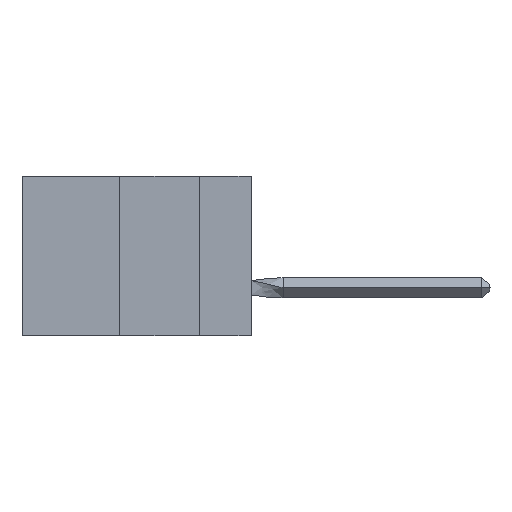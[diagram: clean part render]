
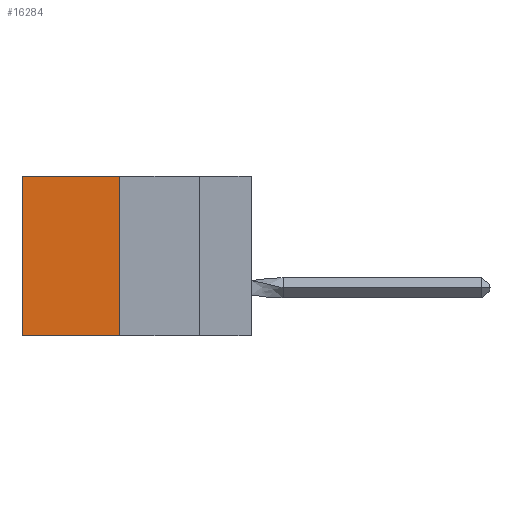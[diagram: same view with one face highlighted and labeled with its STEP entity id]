
A CAD part, left-side view. The second image highlights one B-rep face of the part: STEP entity #16284.
In plain terms, the highlighted planar face has unit normal (-1, 0, 0).
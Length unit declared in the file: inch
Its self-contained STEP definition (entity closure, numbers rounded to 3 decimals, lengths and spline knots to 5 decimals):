
#98 = DIRECTION ( 'NONE',  ( 0., 1., 0. ) ) ;
#792 = LINE ( 'NONE', #18319, #2954 ) ;
#1440 = CARTESIAN_POINT ( 'NONE',  ( 0.305, 0.413, 0. ) ) ;
#2954 = VECTOR ( 'NONE', #9278, 39.37008 ) ;
#3376 = VERTEX_POINT ( 'NONE', #27751 ) ;
#5032 = CARTESIAN_POINT ( 'NONE',  ( 0.305, 0.413, -0.5 ) ) ;
#5056 = VERTEX_POINT ( 'NONE', #5032 ) ;
#5625 = CARTESIAN_POINT ( 'NONE',  ( 0.305, 0.72, -0.5 ) ) ;
#5649 = VECTOR ( 'NONE', #98, 39.37008 ) ;
#5994 = AXIS2_PLACEMENT_3D ( 'NONE', #22432, #10779, #24384 ) ;
#7283 = CARTESIAN_POINT ( 'NONE',  ( 0.305, 0.413, -0.5 ) ) ;
#7549 = DIRECTION ( 'NONE',  ( 0., 0., -1. ) ) ;
#8371 = ORIENTED_EDGE ( 'NONE', *, *, #12224, .T. ) ;
#9218 = VECTOR ( 'NONE', #7549, 39.37008 ) ;
#9278 = DIRECTION ( 'NONE',  ( 0., 1., 0. ) ) ;
#9949 = LINE ( 'NONE', #19327, #9218 ) ;
#10026 = ORIENTED_EDGE ( 'NONE', *, *, #19356, .F. ) ;
#10568 = CARTESIAN_POINT ( 'NONE',  ( 0.305, 0.413, -0.5 ) ) ;
#10779 = DIRECTION ( 'NONE',  ( 1., 0., 0. ) ) ;
#12208 = FACE_OUTER_BOUND ( 'NONE', #17081, .T. ) ;
#12224 = EDGE_CURVE ( 'NONE', #18980, #3376, #792, .T. ) ;
#12925 = EDGE_CURVE ( 'NONE', #18980, #5056, #29974, .T. ) ;
#13358 = LINE ( 'NONE', #7283, #5649 ) ;
#15002 = DIRECTION ( 'NONE',  ( 0., 0., -1. ) ) ;
#15626 = ORIENTED_EDGE ( 'NONE', *, *, #12925, .F. ) ;
#16284 = ADVANCED_FACE ( 'NONE', ( #12208 ), #19898, .F. ) ;
#17081 = EDGE_LOOP ( 'NONE', ( #19848, #10026, #15626, #8371 ) ) ;
#18319 = CARTESIAN_POINT ( 'NONE',  ( 0.305, 0.413, 0. ) ) ;
#18980 = VERTEX_POINT ( 'NONE', #1440 ) ;
#19327 = CARTESIAN_POINT ( 'NONE',  ( 0.305, 0.72, -0.5 ) ) ;
#19356 = EDGE_CURVE ( 'NONE', #5056, #19676, #13358, .T. ) ;
#19676 = VERTEX_POINT ( 'NONE', #5625 ) ;
#19848 = ORIENTED_EDGE ( 'NONE', *, *, #20129, .T. ) ;
#19898 = PLANE ( 'NONE',  #5994 ) ;
#20129 = EDGE_CURVE ( 'NONE', #3376, #19676, #9949, .T. ) ;
#20822 = VECTOR ( 'NONE', #15002, 39.37008 ) ;
#22432 = CARTESIAN_POINT ( 'NONE',  ( 0.305, 0.413, -0.5 ) ) ;
#24384 = DIRECTION ( 'NONE',  ( 0., 0., -1. ) ) ;
#27751 = CARTESIAN_POINT ( 'NONE',  ( 0.305, 0.72, 0. ) ) ;
#29974 = LINE ( 'NONE', #10568, #20822 ) ;
